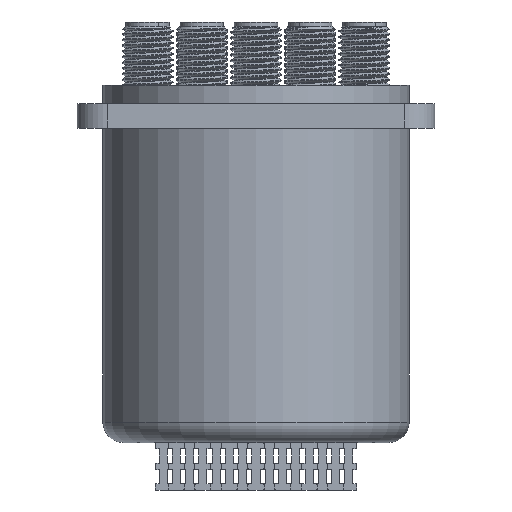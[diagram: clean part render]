
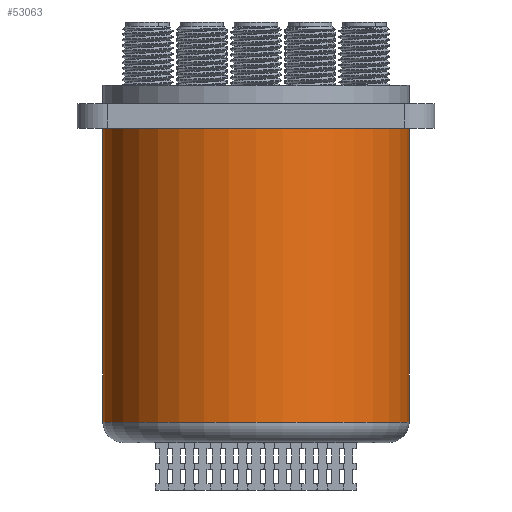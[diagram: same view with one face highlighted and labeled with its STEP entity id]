
A CAD part, front view. The second image highlights one B-rep face of the part: STEP entity #53063.
In plain terms, the highlighted cylindrical face has radius 19.05 mm (diameter 38.1 mm), a partial arc.
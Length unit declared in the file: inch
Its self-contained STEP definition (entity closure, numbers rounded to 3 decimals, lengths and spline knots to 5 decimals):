
#98 = VECTOR ( 'NONE', #56274, 39.37008 ) ;
#3609 = CARTESIAN_POINT ( 'NONE',  ( 0.75, 0., -1.75 ) ) ;
#9626 = DIRECTION ( 'NONE',  ( -1., 0., 0. ) ) ;
#13113 = CARTESIAN_POINT ( 'NONE',  ( 0., 0., -1.75 ) ) ;
#14544 = CIRCLE ( 'NONE', #55003, 0.75 ) ;
#15272 = CYLINDRICAL_SURFACE ( 'NONE', #48359, 0.75 ) ;
#16136 = CIRCLE ( 'NONE', #37111, 0.75 ) ;
#16398 = DIRECTION ( 'NONE',  ( 0., 0., 1. ) ) ;
#19315 = VERTEX_POINT ( 'NONE', #33309 ) ;
#20159 = FACE_OUTER_BOUND ( 'NONE', #39905, .T. ) ;
#25305 = CARTESIAN_POINT ( 'NONE',  ( 0., 0., -1.65 ) ) ;
#25821 = CARTESIAN_POINT ( 'NONE',  ( 0.75, 0., -0.21 ) ) ;
#25964 = VERTEX_POINT ( 'NONE', #46618 ) ;
#26583 = ORIENTED_EDGE ( 'NONE', *, *, #53237, .F. ) ;
#27396 = CARTESIAN_POINT ( 'NONE',  ( 0., 0., -0.21 ) ) ;
#31302 = DIRECTION ( 'NONE',  ( 0., 0., 1. ) ) ;
#31456 = ORIENTED_EDGE ( 'NONE', *, *, #52113, .F. ) ;
#31819 = EDGE_CURVE ( 'NONE', #46531, #19315, #16136, .T. ) ;
#33309 = CARTESIAN_POINT ( 'NONE',  ( 0.75, 0., -1.65 ) ) ;
#36294 = EDGE_CURVE ( 'NONE', #19315, #41310, #36906, .T. ) ;
#36906 = LINE ( 'NONE', #3609, #45294 ) ;
#37111 = AXIS2_PLACEMENT_3D ( 'NONE', #25305, #16398, #47433 ) ;
#39905 = EDGE_LOOP ( 'NONE', ( #31456, #41863, #55500, #26583 ) ) ;
#41310 = VERTEX_POINT ( 'NONE', #25821 ) ;
#41863 = ORIENTED_EDGE ( 'NONE', *, *, #31819, .T. ) ;
#43764 = DIRECTION ( 'NONE',  ( 0., 0., 1. ) ) ;
#45294 = VECTOR ( 'NONE', #56945, 39.37008 ) ;
#46531 = VERTEX_POINT ( 'NONE', #51819 ) ;
#46618 = CARTESIAN_POINT ( 'NONE',  ( -0.75, 0., -0.21 ) ) ;
#47433 = DIRECTION ( 'NONE',  ( 1., 0., 0. ) ) ;
#48359 = AXIS2_PLACEMENT_3D ( 'NONE', #13113, #43764, #56623 ) ;
#51819 = CARTESIAN_POINT ( 'NONE',  ( -0.75, 0., -1.65 ) ) ;
#51847 = CARTESIAN_POINT ( 'NONE',  ( -0.75, 0., -1.75 ) ) ;
#52007 = LINE ( 'NONE', #51847, #98 ) ;
#52113 = EDGE_CURVE ( 'NONE', #46531, #25964, #52007, .T. ) ;
#53063 = ADVANCED_FACE ( 'NONE', ( #20159 ), #15272, .T. ) ;
#53237 = EDGE_CURVE ( 'NONE', #25964, #41310, #14544, .T. ) ;
#55003 = AXIS2_PLACEMENT_3D ( 'NONE', #27396, #31302, #9626 ) ;
#55500 = ORIENTED_EDGE ( 'NONE', *, *, #36294, .T. ) ;
#56274 = DIRECTION ( 'NONE',  ( 0., 0., 1. ) ) ;
#56623 = DIRECTION ( 'NONE',  ( 1., 0., 0. ) ) ;
#56945 = DIRECTION ( 'NONE',  ( 0., 0., 1. ) ) ;
